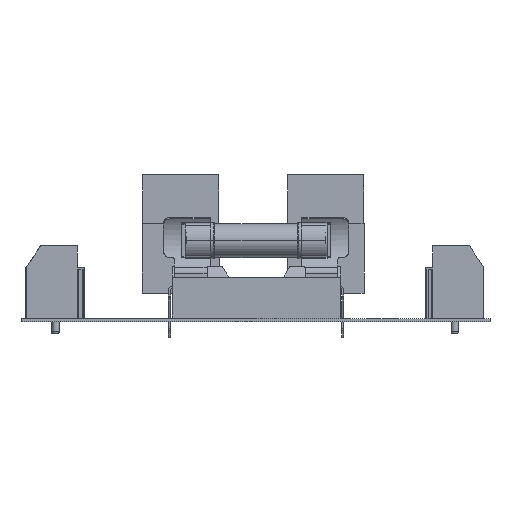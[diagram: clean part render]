
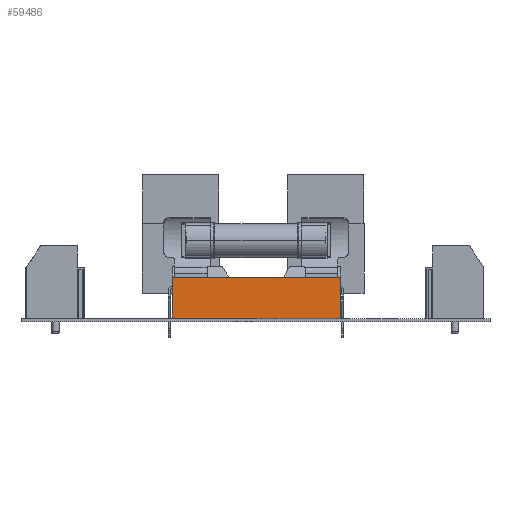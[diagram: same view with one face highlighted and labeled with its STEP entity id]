
A CAD part, front view. The second image highlights one B-rep face of the part: STEP entity #59486.
In plain terms, the highlighted planar face has unit normal (0, -1, 0).
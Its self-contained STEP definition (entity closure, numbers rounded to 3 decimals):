
#59121 = VERTEX_POINT('',#59122);
#59122 = CARTESIAN_POINT('',(164.548,57.93,
    5.689));
#59128 = EDGE_CURVE('',#59121,#59129,#59131,.T.);
#59129 = VERTEX_POINT('',#59130);
#59130 = CARTESIAN_POINT('',(164.548,57.93,
    -0.311));
#59131 = LINE('',#59132,#59133);
#59132 = CARTESIAN_POINT('',(164.548,57.93,
    5.689));
#59133 = VECTOR('',#59134,1.);
#59134 = DIRECTION('',(0.,0.,-1.));
#59287 = VERTEX_POINT('',#59288);
#59288 = CARTESIAN_POINT('',(141.548,57.93,
    5.689));
#59294 = EDGE_CURVE('',#59287,#59121,#59295,.T.);
#59295 = LINE('',#59296,#59297);
#59296 = CARTESIAN_POINT('',(164.548,57.93,
    5.689));
#59297 = VECTOR('',#59298,1.);
#59298 = DIRECTION('',(1.,0.,0.));
#59462 = VERTEX_POINT('',#59463);
#59463 = CARTESIAN_POINT('',(141.548,57.93,
    -0.311));
#59469 = EDGE_CURVE('',#59287,#59462,#59470,.T.);
#59470 = LINE('',#59471,#59472);
#59471 = CARTESIAN_POINT('',(141.548,57.93,
    5.689));
#59472 = VECTOR('',#59473,1.);
#59473 = DIRECTION('',(0.,0.,-1.));
#59486 = ADVANCED_FACE('',(#59487),#59498,.F.);
#59487 = FACE_BOUND('',#59488,.T.);
#59488 = EDGE_LOOP('',(#59489,#59495,#59496,#59497));
#59489 = ORIENTED_EDGE('',*,*,#59490,.T.);
#59490 = EDGE_CURVE('',#59462,#59129,#59491,.T.);
#59491 = LINE('',#59492,#59493);
#59492 = CARTESIAN_POINT('',(164.548,57.93,
    -0.311));
#59493 = VECTOR('',#59494,1.);
#59494 = DIRECTION('',(1.,0.,0.));
#59495 = ORIENTED_EDGE('',*,*,#59128,.F.);
#59496 = ORIENTED_EDGE('',*,*,#59294,.F.);
#59497 = ORIENTED_EDGE('',*,*,#59469,.T.);
#59498 = PLANE('',#59499);
#59499 = AXIS2_PLACEMENT_3D('',#59500,#59501,#59502);
#59500 = CARTESIAN_POINT('',(164.548,57.93,
    5.689));
#59501 = DIRECTION('',(0.,1.,0.));
#59502 = DIRECTION('',(0.,0.,-1.));
